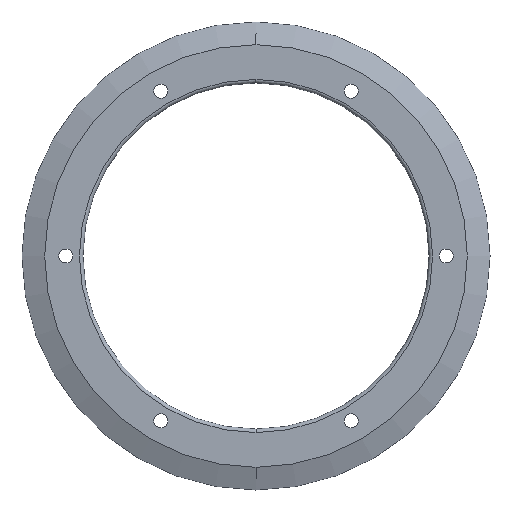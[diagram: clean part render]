
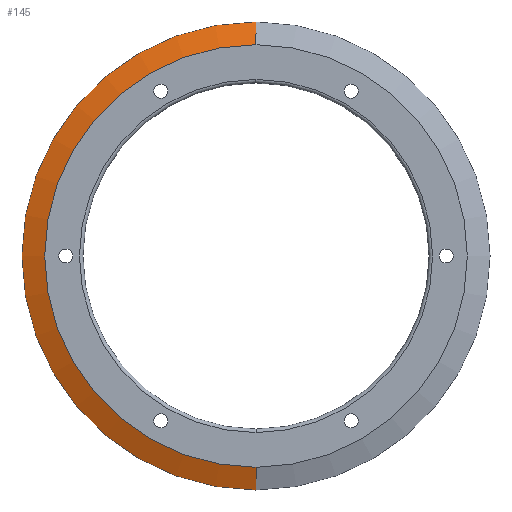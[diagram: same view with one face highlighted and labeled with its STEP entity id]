
A CAD part, left-side view. The second image highlights one B-rep face of the part: STEP entity #145.
In plain terms, the highlighted conical face has half-angle 68.962 degrees and reference radius 60.5 mm.
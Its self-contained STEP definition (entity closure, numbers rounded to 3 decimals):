
#4 = LINE ( 'NONE', #179, #300 ) ;
#54 = CIRCLE ( 'NONE', #651, 60.5 ) ;
#64 = ORIENTED_EDGE ( 'NONE', *, *, #789, .F. ) ;
#90 = DIRECTION ( 'NONE',  ( 0., 0., -1. ) ) ;
#95 = DIRECTION ( 'NONE',  ( 1., 0., 0. ) ) ;
#103 = CARTESIAN_POINT ( 'NONE',  ( 2.5, 0., 0. ) ) ;
#145 = ADVANCED_FACE ( 'NONE', ( #356 ), #760, .T. ) ;
#155 = VERTEX_POINT ( 'NONE', #414 ) ;
#174 = DIRECTION ( 'NONE',  ( 0.359, 0., 0.933 ) ) ;
#179 = CARTESIAN_POINT ( 'NONE',  ( 0., 0., 60.5 ) ) ;
#184 = VECTOR ( 'NONE', #746, 1000. ) ;
#192 = DIRECTION ( 'NONE',  ( 0., 0., -1. ) ) ;
#198 = DIRECTION ( 'NONE',  ( -1., 0., 0. ) ) ;
#201 = CARTESIAN_POINT ( 'NONE',  ( 0., 0., 0. ) ) ;
#202 = AXIS2_PLACEMENT_3D ( 'NONE', #103, #95, #90 ) ;
#209 = ORIENTED_EDGE ( 'NONE', *, *, #741, .T. ) ;
#224 = EDGE_LOOP ( 'NONE', ( #383, #209, #64, #281 ) ) ;
#269 = VERTEX_POINT ( 'NONE', #597 ) ;
#278 = CARTESIAN_POINT ( 'NONE',  ( 0., 0., 0. ) ) ;
#281 = ORIENTED_EDGE ( 'NONE', *, *, #313, .F. ) ;
#300 = VECTOR ( 'NONE', #174, 1000. ) ;
#307 = AXIS2_PLACEMENT_3D ( 'NONE', #278, #326, #378 ) ;
#313 = EDGE_CURVE ( 'NONE', #583, #269, #479, .T. ) ;
#326 = DIRECTION ( 'NONE',  ( 1., 0., 0. ) ) ;
#356 = FACE_OUTER_BOUND ( 'NONE', #224, .T. ) ;
#378 = DIRECTION ( 'NONE',  ( 0., 0., -1. ) ) ;
#383 = ORIENTED_EDGE ( 'NONE', *, *, #731, .F. ) ;
#386 = CIRCLE ( 'NONE', #202, 67. ) ;
#414 = CARTESIAN_POINT ( 'NONE',  ( 0., 0., 60.5 ) ) ;
#421 = VERTEX_POINT ( 'NONE', #626 ) ;
#426 = CARTESIAN_POINT ( 'NONE',  ( 0., 0., -60.5 ) ) ;
#479 = LINE ( 'NONE', #742, #184 ) ;
#583 = VERTEX_POINT ( 'NONE', #426 ) ;
#597 = CARTESIAN_POINT ( 'NONE',  ( 2.5, 0., -67. ) ) ;
#626 = CARTESIAN_POINT ( 'NONE',  ( 2.5, 0., 67. ) ) ;
#651 = AXIS2_PLACEMENT_3D ( 'NONE', #201, #198, #192 ) ;
#731 = EDGE_CURVE ( 'NONE', #155, #583, #54, .T. ) ;
#741 = EDGE_CURVE ( 'NONE', #155, #421, #4, .T. ) ;
#742 = CARTESIAN_POINT ( 'NONE',  ( 0., 0., -60.5 ) ) ;
#746 = DIRECTION ( 'NONE',  ( 0.359, 0., -0.933 ) ) ;
#760 = CONICAL_SURFACE ( 'NONE', #307, 60.5, 1.204 ) ;
#789 = EDGE_CURVE ( 'NONE', #269, #421, #386, .T. ) ;
